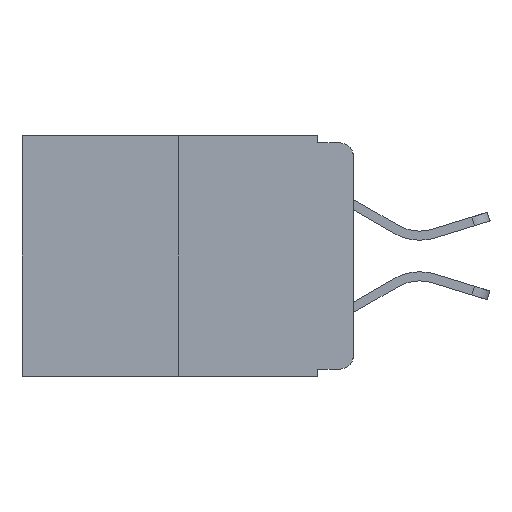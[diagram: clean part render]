
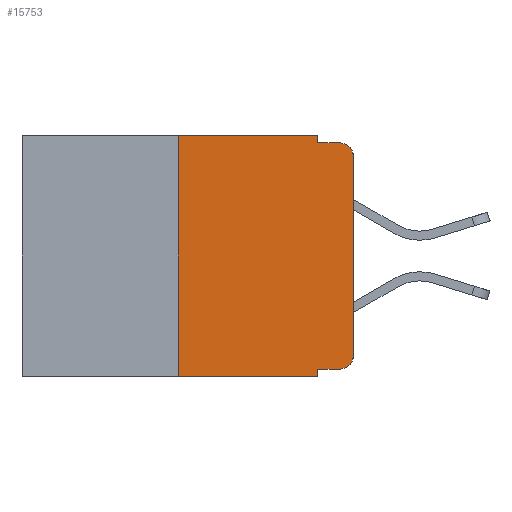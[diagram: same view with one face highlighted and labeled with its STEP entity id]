
A CAD part, left-side view. The second image highlights one B-rep face of the part: STEP entity #15753.
In plain terms, the highlighted planar face has unit normal (-1, 0, 0).
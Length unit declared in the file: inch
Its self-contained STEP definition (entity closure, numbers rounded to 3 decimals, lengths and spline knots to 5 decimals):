
#135 = ORIENTED_EDGE ( 'NONE', *, *, #811, .F. ) ;
#174 = VERTEX_POINT ( 'NONE', #5435 ) ;
#748 = VECTOR ( 'NONE', #17234, 39.37008 ) ;
#811 = EDGE_CURVE ( 'NONE', #174, #9407, #2265, .T. ) ;
#843 = VECTOR ( 'NONE', #10433, 39.37008 ) ;
#1343 = VERTEX_POINT ( 'NONE', #10194 ) ;
#1349 = ORIENTED_EDGE ( 'NONE', *, *, #10425, .T. ) ;
#1493 = LINE ( 'NONE', #5678, #8329 ) ;
#1548 = CARTESIAN_POINT ( 'NONE',  ( 0., 0.02, -0.01 ) ) ;
#1915 = LINE ( 'NONE', #11796, #843 ) ;
#2007 = VERTEX_POINT ( 'NONE', #12021 ) ;
#2265 = LINE ( 'NONE', #5621, #16106 ) ;
#2506 = ORIENTED_EDGE ( 'NONE', *, *, #5913, .T. ) ;
#2733 = VERTEX_POINT ( 'NONE', #16970 ) ;
#2754 = CARTESIAN_POINT ( 'NONE',  ( 0., 0.051, 0. ) ) ;
#2968 = CARTESIAN_POINT ( 'NONE',  ( 0., 0.473, -0.343 ) ) ;
#3591 = DIRECTION ( 'NONE',  ( 0., -1., 0. ) ) ;
#3635 = LINE ( 'NONE', #15609, #8102 ) ;
#3673 = CARTESIAN_POINT ( 'NONE',  ( 0., 0.02, -0.313 ) ) ;
#3872 = VERTEX_POINT ( 'NONE', #12760 ) ;
#4278 = DIRECTION ( 'NONE',  ( 0., 0., -1. ) ) ;
#4382 = DIRECTION ( 'NONE',  ( 0., -1., 0. ) ) ;
#4983 = EDGE_CURVE ( 'NONE', #10523, #7818, #12959, .T. ) ;
#5018 = DIRECTION ( 'NONE',  ( 0., 0., -1. ) ) ;
#5052 = VECTOR ( 'NONE', #16831, 39.37008 ) ;
#5224 = ORIENTED_EDGE ( 'NONE', *, *, #17138, .T. ) ;
#5318 = CARTESIAN_POINT ( 'NONE',  ( 0., 0.051, -0.01 ) ) ;
#5435 = CARTESIAN_POINT ( 'NONE',  ( 0., 0.25, 0. ) ) ;
#5621 = CARTESIAN_POINT ( 'NONE',  ( 0., 0.473, 0. ) ) ;
#5678 = CARTESIAN_POINT ( 'NONE',  ( 0., 0.051, -0.01 ) ) ;
#5913 = EDGE_CURVE ( 'NONE', #2733, #10523, #3635, .T. ) ;
#6272 = ORIENTED_EDGE ( 'NONE', *, *, #8646, .F. ) ;
#6485 = DIRECTION ( 'NONE',  ( -1., 0., 0. ) ) ;
#6636 = CARTESIAN_POINT ( 'NONE',  ( 0., 0.25, 0. ) ) ;
#6746 = CARTESIAN_POINT ( 'NONE',  ( 0., 0.02, -0.333 ) ) ;
#6842 = EDGE_CURVE ( 'NONE', #2733, #1343, #13126, .T. ) ;
#7482 = DIRECTION ( 'NONE',  ( 0., -1., 0. ) ) ;
#7582 = CARTESIAN_POINT ( 'NONE',  ( 0., 0., 0. ) ) ;
#7739 = EDGE_CURVE ( 'NONE', #3872, #174, #12501, .T. ) ;
#7818 = VERTEX_POINT ( 'NONE', #13511 ) ;
#8102 = VECTOR ( 'NONE', #3591, 39.37008 ) ;
#8329 = VECTOR ( 'NONE', #4382, 39.37008 ) ;
#8646 = EDGE_CURVE ( 'NONE', #9407, #16946, #1915, .T. ) ;
#8865 = AXIS2_PLACEMENT_3D ( 'NONE', #14916, #12376, #4278 ) ;
#9037 = ORIENTED_EDGE ( 'NONE', *, *, #9535, .F. ) ;
#9407 = VERTEX_POINT ( 'NONE', #2754 ) ;
#9535 = EDGE_CURVE ( 'NONE', #16946, #10151, #1493, .T. ) ;
#10151 = VERTEX_POINT ( 'NONE', #1548 ) ;
#10194 = CARTESIAN_POINT ( 'NONE',  ( 0., 0.051, -0.343 ) ) ;
#10425 = EDGE_CURVE ( 'NONE', #2007, #10151, #15321, .T. ) ;
#10433 = DIRECTION ( 'NONE',  ( 0., 0., -1. ) ) ;
#10495 = VECTOR ( 'NONE', #16297, 39.37008 ) ;
#10523 = VERTEX_POINT ( 'NONE', #6746 ) ;
#11202 = DIRECTION ( 'NONE',  ( 0., 0., -1. ) ) ;
#11346 = ORIENTED_EDGE ( 'NONE', *, *, #12245, .T. ) ;
#11568 = ORIENTED_EDGE ( 'NONE', *, *, #7739, .F. ) ;
#11796 = CARTESIAN_POINT ( 'NONE',  ( 0., 0.051, 0. ) ) ;
#11877 = VECTOR ( 'NONE', #11202, 39.37008 ) ;
#12021 = CARTESIAN_POINT ( 'NONE',  ( 0., 0., -0.03 ) ) ;
#12077 = EDGE_LOOP ( 'NONE', ( #11346, #1349, #9037, #6272, #135, #11568, #5224, #15244, #2506, #16119 ) ) ;
#12245 = EDGE_CURVE ( 'NONE', #7818, #2007, #12259, .T. ) ;
#12259 = LINE ( 'NONE', #7582, #5052 ) ;
#12376 = DIRECTION ( 'NONE',  ( 1., 0., 0. ) ) ;
#12501 = LINE ( 'NONE', #6636, #748 ) ;
#12760 = CARTESIAN_POINT ( 'NONE',  ( 0., 0.25, -0.343 ) ) ;
#12864 = FACE_OUTER_BOUND ( 'NONE', #12077, .T. ) ;
#12959 = CIRCLE ( 'NONE', #15718, 0.02 ) ;
#13109 = DIRECTION ( 'NONE',  ( -1., 0., 0. ) ) ;
#13126 = LINE ( 'NONE', #16487, #11877 ) ;
#13415 = AXIS2_PLACEMENT_3D ( 'NONE', #14474, #6485, #15797 ) ;
#13511 = CARTESIAN_POINT ( 'NONE',  ( 0., 0., -0.313 ) ) ;
#13646 = LINE ( 'NONE', #2968, #10495 ) ;
#14474 = CARTESIAN_POINT ( 'NONE',  ( 0., 0.02, -0.03 ) ) ;
#14916 = CARTESIAN_POINT ( 'NONE',  ( 0., 0.473, 0. ) ) ;
#15244 = ORIENTED_EDGE ( 'NONE', *, *, #6842, .F. ) ;
#15321 = CIRCLE ( 'NONE', #13415, 0.02 ) ;
#15609 = CARTESIAN_POINT ( 'NONE',  ( 0., 0.051, -0.333 ) ) ;
#15718 = AXIS2_PLACEMENT_3D ( 'NONE', #3673, #13109, #5018 ) ;
#15753 = ADVANCED_FACE ( 'NONE', ( #12864 ), #17543, .F. ) ;
#15797 = DIRECTION ( 'NONE',  ( 0., 0., -1. ) ) ;
#16106 = VECTOR ( 'NONE', #7482, 39.37008 ) ;
#16119 = ORIENTED_EDGE ( 'NONE', *, *, #4983, .T. ) ;
#16297 = DIRECTION ( 'NONE',  ( 0., -1., 0. ) ) ;
#16487 = CARTESIAN_POINT ( 'NONE',  ( 0., 0.051, 0. ) ) ;
#16831 = DIRECTION ( 'NONE',  ( 0., 0., 1. ) ) ;
#16946 = VERTEX_POINT ( 'NONE', #5318 ) ;
#16970 = CARTESIAN_POINT ( 'NONE',  ( 0., 0.051, -0.333 ) ) ;
#17138 = EDGE_CURVE ( 'NONE', #3872, #1343, #13646, .T. ) ;
#17234 = DIRECTION ( 'NONE',  ( 0., 0., 1. ) ) ;
#17543 = PLANE ( 'NONE',  #8865 ) ;
